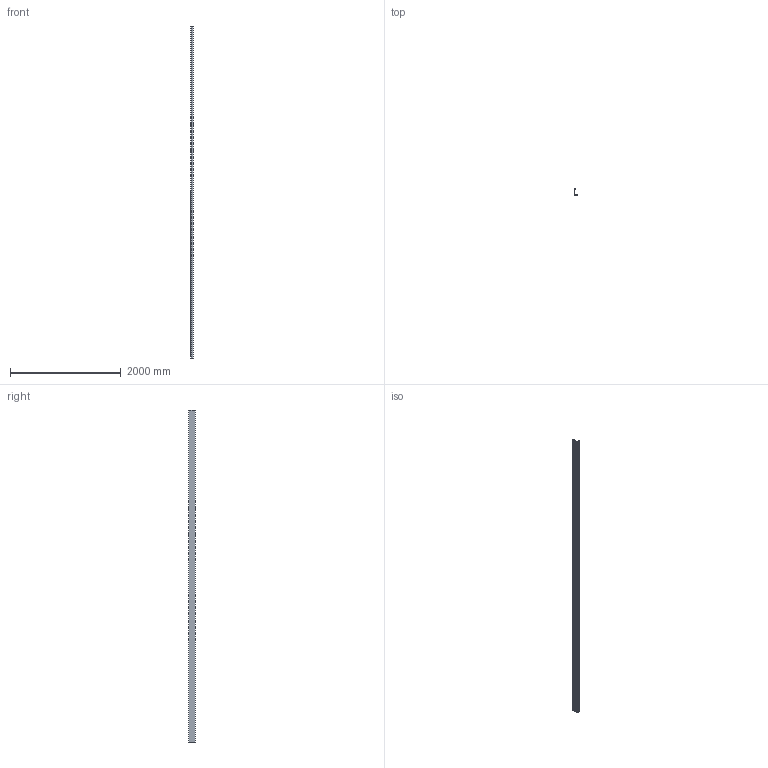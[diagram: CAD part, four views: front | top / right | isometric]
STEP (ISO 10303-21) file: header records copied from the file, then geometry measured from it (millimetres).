
FILE_DESCRIPTION (( 'STEP AP203' ), '1' );
FILE_NAME ('80310-ALU.STEP', '2018-05-03T14:59:48', ( '' ), ( '' ), 'SwSTEP 2.0', 'SolidWorks 2015', '' );
FILE_SCHEMA (( 'CONFIG_CONTROL_DESIGN' ));
Length unit declared in the file: millimetre
Products named in the file (1): 80310-ALU
Bounding box: 41.9 x 114.5 x 6000 mm (x, y, z)
Volume: 1297783.2 mm3; surface area: 1952869.1 mm2
Topology: 1 solids, 1 shells, 267 faces, 720 edges, 480 vertices
Faces by surface type: plane 156, bspline 104, cylinder 7
Entity records: 14029 total; most frequent: CARTESIAN_POINT 7940, ORIENTED_EDGE 1440, DIRECTION 854, EDGE_CURVE 720, LINE 498, VECTOR 498, VERTEX_POINT 480, EDGE_LOOP 292
